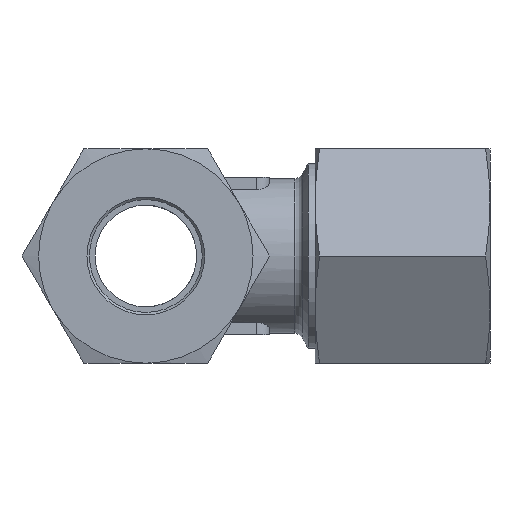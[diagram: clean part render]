
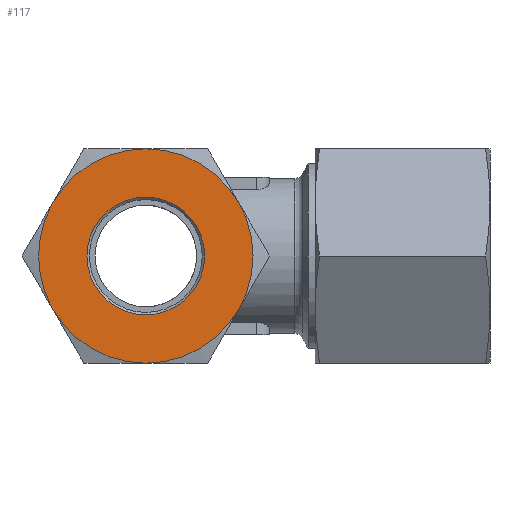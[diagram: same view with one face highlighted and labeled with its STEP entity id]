
A CAD part, left-side view. The second image highlights one B-rep face of the part: STEP entity #117.
In plain terms, the highlighted planar face has unit normal (-1, 0, 0).
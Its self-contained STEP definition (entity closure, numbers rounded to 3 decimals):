
#117 = ADVANCED_FACE( '', ( #292, #293 ), #294, .F. );
#292 = FACE_OUTER_BOUND( '', #555, .T. );
#293 = FACE_BOUND( '', #556, .T. );
#294 = PLANE( '', #557 );
#555 = EDGE_LOOP( '', ( #1045, #1046, #1047, #1048, #1049, #1050 ) );
#556 = EDGE_LOOP( '', ( #1051 ) );
#557 = AXIS2_PLACEMENT_3D( '', #1052, #1053, #1054 );
#1045 = ORIENTED_EDGE( '', *, *, #1704, .F. );
#1046 = ORIENTED_EDGE( '', *, *, #1703, .F. );
#1047 = ORIENTED_EDGE( '', *, *, #1702, .F. );
#1048 = ORIENTED_EDGE( '', *, *, #1684, .F. );
#1049 = ORIENTED_EDGE( '', *, *, #1705, .F. );
#1050 = ORIENTED_EDGE( '', *, *, #1700, .F. );
#1051 = ORIENTED_EDGE( '', *, *, #1561, .T. );
#1052 = CARTESIAN_POINT( '', ( -30.5, 0., 0. ) );
#1053 = DIRECTION( '', ( 1., 0., 0. ) );
#1054 = DIRECTION( '', ( 0., 0., -1. ) );
#1561 = EDGE_CURVE( '', #1815, #1815, #1816, .T. );
#1684 = EDGE_CURVE( '', #2027, #2036, #2039, .T. );
#1700 = EDGE_CURVE( '', #2049, #2067, #2068, .T. );
#1702 = EDGE_CURVE( '', #2036, #2064, #2070, .T. );
#1703 = EDGE_CURVE( '', #2064, #2058, #2071, .T. );
#1704 = EDGE_CURVE( '', #2058, #2049, #2072, .T. );
#1705 = EDGE_CURVE( '', #2067, #2027, #2073, .T. );
#1815 = VERTEX_POINT( '', #2231 );
#1816 = CIRCLE( '', #2232, 5.214 );
#2027 = VERTEX_POINT( '', #2761 );
#2036 = VERTEX_POINT( '', #2791 );
#2039 = CIRCLE( '', #2804, 9.5 );
#2049 = VERTEX_POINT( '', #2826 );
#2058 = VERTEX_POINT( '', #2856 );
#2064 = VERTEX_POINT( '', #2882 );
#2067 = VERTEX_POINT( '', #2895 );
#2068 = CIRCLE( '', #2896, 9.5 );
#2070 = CIRCLE( '', #2903, 9.5 );
#2071 = CIRCLE( '', #2904, 9.5 );
#2072 = CIRCLE( '', #2905, 9.5 );
#2073 = CIRCLE( '', #2906, 9.5 );
#2231 = CARTESIAN_POINT( '', ( -30.5, 0., -5.214 ) );
#2232 = AXIS2_PLACEMENT_3D( '', #3186, #3187, #3188 );
#2761 = CARTESIAN_POINT( '', ( -30.5, -8.227, 4.75 ) );
#2791 = CARTESIAN_POINT( '', ( -30.5, -8.227, -4.75 ) );
#2804 = AXIS2_PLACEMENT_3D( '', #3323, #3324, #3325 );
#2826 = CARTESIAN_POINT( '', ( -30.5, 8.227, 4.75 ) );
#2856 = CARTESIAN_POINT( '', ( -30.5, 8.227, -4.75 ) );
#2882 = CARTESIAN_POINT( '', ( -30.5, 0., -9.5 ) );
#2895 = CARTESIAN_POINT( '', ( -30.5, 0., 9.5 ) );
#2896 = AXIS2_PLACEMENT_3D( '', #3329, #3330, #3331 );
#2903 = AXIS2_PLACEMENT_3D( '', #3332, #3333, #3334 );
#2904 = AXIS2_PLACEMENT_3D( '', #3335, #3336, #3337 );
#2905 = AXIS2_PLACEMENT_3D( '', #3338, #3339, #3340 );
#2906 = AXIS2_PLACEMENT_3D( '', #3341, #3342, #3343 );
#3186 = CARTESIAN_POINT( '', ( -30.5, 0., 0. ) );
#3187 = DIRECTION( '', ( 1., 0., 0. ) );
#3188 = DIRECTION( '', ( 0., 0., -1. ) );
#3323 = CARTESIAN_POINT( '', ( -30.5, 0., 0. ) );
#3324 = DIRECTION( '', ( 1., 0., 0. ) );
#3325 = DIRECTION( '', ( 0., 0., -1. ) );
#3329 = CARTESIAN_POINT( '', ( -30.5, 0., 0. ) );
#3330 = DIRECTION( '', ( 1., 0., 0. ) );
#3331 = DIRECTION( '', ( 0., 0., -1. ) );
#3332 = CARTESIAN_POINT( '', ( -30.5, 0., 0. ) );
#3333 = DIRECTION( '', ( 1., 0., 0. ) );
#3334 = DIRECTION( '', ( 0., 0., -1. ) );
#3335 = CARTESIAN_POINT( '', ( -30.5, 0., 0. ) );
#3336 = DIRECTION( '', ( 1., 0., 0. ) );
#3337 = DIRECTION( '', ( 0., 0., -1. ) );
#3338 = CARTESIAN_POINT( '', ( -30.5, 0., 0. ) );
#3339 = DIRECTION( '', ( 1., 0., 0. ) );
#3340 = DIRECTION( '', ( 0., 0., -1. ) );
#3341 = CARTESIAN_POINT( '', ( -30.5, 0., 0. ) );
#3342 = DIRECTION( '', ( 1., 0., 0. ) );
#3343 = DIRECTION( '', ( 0., 0., -1. ) );
